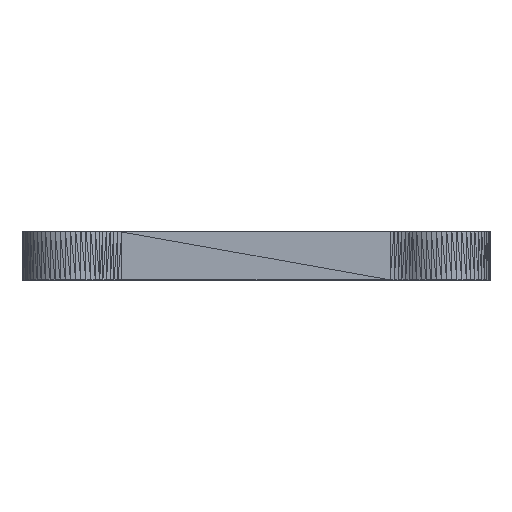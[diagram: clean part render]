
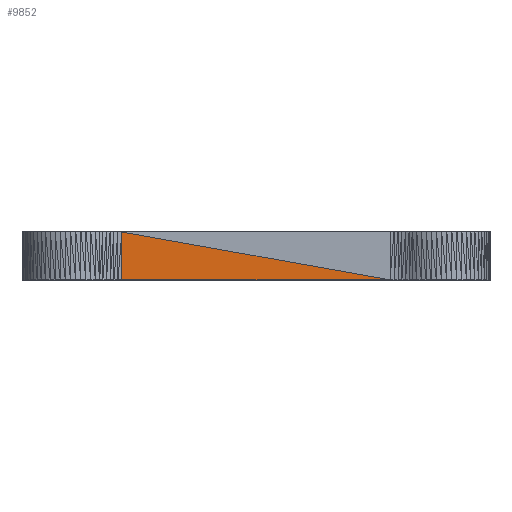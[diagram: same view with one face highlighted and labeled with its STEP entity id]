
A CAD part, top view. The second image highlights one B-rep face of the part: STEP entity #9852.
In plain terms, the highlighted planar face has unit normal (0, 0, 1).
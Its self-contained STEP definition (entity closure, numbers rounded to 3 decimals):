
#9807 = VERTEX_POINT('',#9808);
#9808 = CARTESIAN_POINT('',(8.33,4.,6.5));
#9841 = PLANE('',#9842);
#9842 = AXIS2_PLACEMENT_3D('',#9843,#9844,#9845);
#9843 = CARTESIAN_POINT('',(20.411,2.911,6.5));
#9844 = DIRECTION('',(0.,0.,1.));
#9845 = DIRECTION('',(0.,1.,0.));
#9852 = ADVANCED_FACE('',(#9853),#9867,.T.);
#9853 = FACE_BOUND('',#9854,.T.);
#9854 = EDGE_LOOP('',(#9855,#9889,#9909));
#9855 = ORIENTED_EDGE('',*,*,#9856,.T.);
#9856 = EDGE_CURVE('',#9857,#9859,#9861,.T.);
#9857 = VERTEX_POINT('',#9858);
#9858 = CARTESIAN_POINT('',(8.33,0.,6.5));
#9859 = VERTEX_POINT('',#9860);
#9860 = CARTESIAN_POINT('',(30.67,0.,6.5));
#9861 = SURFACE_CURVE('',#9862,(#9866,#9878),.PCURVE_S1.);
#9862 = LINE('',#9863,#9864);
#9863 = CARTESIAN_POINT('',(8.33,0.,6.5));
#9864 = VECTOR('',#9865,1.);
#9865 = DIRECTION('',(1.,0.,0.));
#9866 = PCURVE('',#9867,#9872);
#9867 = PLANE('',#9868);
#9868 = AXIS2_PLACEMENT_3D('',#9869,#9870,#9871);
#9869 = CARTESIAN_POINT('',(18.589,1.089,6.5));
#9870 = DIRECTION('',(0.,0.,1.));
#9871 = DIRECTION('',(0.,1.,0.));
#9872 = DEFINITIONAL_REPRESENTATION('',(#9873),#9877);
#9873 = LINE('',#9874,#9875);
#9874 = CARTESIAN_POINT('',(-1.089,10.259));
#9875 = VECTOR('',#9876,1.);
#9876 = DIRECTION('',(0.,-1.));
#9877 = ( GEOMETRIC_REPRESENTATION_CONTEXT(2) 
PARAMETRIC_REPRESENTATION_CONTEXT() REPRESENTATION_CONTEXT('2D SPACE',''
  ) );
#9878 = PCURVE('',#9879,#9884);
#9879 = PLANE('',#9880);
#9880 = AXIS2_PLACEMENT_3D('',#9881,#9882,#9883);
#9881 = CARTESIAN_POINT('',(20.975,0.,5.92));
#9882 = DIRECTION('',(-0.,-1.,-0.));
#9883 = DIRECTION('',(0.,0.,-1.));
#9884 = DEFINITIONAL_REPRESENTATION('',(#9885),#9888);
#9885 = B_SPLINE_CURVE_WITH_KNOTS('',1,(#9886,#9887),.UNSPECIFIED.,.F.,
  .F.,(2,2),(0.,22.34),.PIECEWISE_BEZIER_KNOTS.);
#9886 = CARTESIAN_POINT('',(-0.58,-12.644));
#9887 = CARTESIAN_POINT('',(-0.58,9.695));
#9888 = ( GEOMETRIC_REPRESENTATION_CONTEXT(2) 
PARAMETRIC_REPRESENTATION_CONTEXT() REPRESENTATION_CONTEXT('2D SPACE',''
  ) );
#9889 = ORIENTED_EDGE('',*,*,#9890,.T.);
#9890 = EDGE_CURVE('',#9859,#9807,#9891,.T.);
#9891 = SURFACE_CURVE('',#9892,(#9896,#9903),.PCURVE_S1.);
#9892 = LINE('',#9893,#9894);
#9893 = CARTESIAN_POINT('',(30.67,0.,6.5));
#9894 = VECTOR('',#9895,1.);
#9895 = DIRECTION('',(-0.984,0.176,0.));
#9896 = PCURVE('',#9867,#9897);
#9897 = DEFINITIONAL_REPRESENTATION('',(#9898),#9902);
#9898 = LINE('',#9899,#9900);
#9899 = CARTESIAN_POINT('',(-1.089,-12.081));
#9900 = VECTOR('',#9901,1.);
#9901 = DIRECTION('',(0.176,0.984));
#9902 = ( GEOMETRIC_REPRESENTATION_CONTEXT(2) 
PARAMETRIC_REPRESENTATION_CONTEXT() REPRESENTATION_CONTEXT('2D SPACE',''
  ) );
#9903 = PCURVE('',#9841,#9904);
#9904 = DEFINITIONAL_REPRESENTATION('',(#9905),#9908);
#9905 = B_SPLINE_CURVE_WITH_KNOTS('',1,(#9906,#9907),.UNSPECIFIED.,.F.,
  .F.,(2,2),(0.,22.695),.PIECEWISE_BEZIER_KNOTS.);
#9906 = CARTESIAN_POINT('',(-2.911,-10.259));
#9907 = CARTESIAN_POINT('',(1.089,12.081));
#9908 = ( GEOMETRIC_REPRESENTATION_CONTEXT(2) 
PARAMETRIC_REPRESENTATION_CONTEXT() REPRESENTATION_CONTEXT('2D SPACE',''
  ) );
#9909 = ORIENTED_EDGE('',*,*,#9910,.T.);
#9910 = EDGE_CURVE('',#9807,#9857,#9911,.T.);
#9911 = SURFACE_CURVE('',#9912,(#9916,#9923),.PCURVE_S1.);
#9912 = LINE('',#9913,#9914);
#9913 = CARTESIAN_POINT('',(8.33,4.,6.5));
#9914 = VECTOR('',#9915,1.);
#9915 = DIRECTION('',(0.,-1.,0.));
#9916 = PCURVE('',#9867,#9917);
#9917 = DEFINITIONAL_REPRESENTATION('',(#9918),#9922);
#9918 = LINE('',#9919,#9920);
#9919 = CARTESIAN_POINT('',(2.911,10.259));
#9920 = VECTOR('',#9921,1.);
#9921 = DIRECTION('',(-1.,0.));
#9922 = ( GEOMETRIC_REPRESENTATION_CONTEXT(2) 
PARAMETRIC_REPRESENTATION_CONTEXT() REPRESENTATION_CONTEXT('2D SPACE',''
  ) );
#9923 = PCURVE('',#9924,#9929);
#9924 = PLANE('',#9925);
#9925 = AXIS2_PLACEMENT_3D('',#9926,#9927,#9928);
#9926 = CARTESIAN_POINT('',(8.243,1.92,6.505)
  );
#9927 = DIRECTION('',(0.056,0.,
    0.998));
#9928 = DIRECTION('',(0.998,0.,
    -0.056));
#9929 = DEFINITIONAL_REPRESENTATION('',(#9930),#9933);
#9930 = B_SPLINE_CURVE_WITH_KNOTS('',1,(#9931,#9932),.UNSPECIFIED.,.F.,
  .F.,(2,2),(0.,4.),.PIECEWISE_BEZIER_KNOTS.);
#9931 = CARTESIAN_POINT('',(0.087,2.08));
#9932 = CARTESIAN_POINT('',(0.087,-1.92));
#9933 = ( GEOMETRIC_REPRESENTATION_CONTEXT(2) 
PARAMETRIC_REPRESENTATION_CONTEXT() REPRESENTATION_CONTEXT('2D SPACE',''
  ) );
